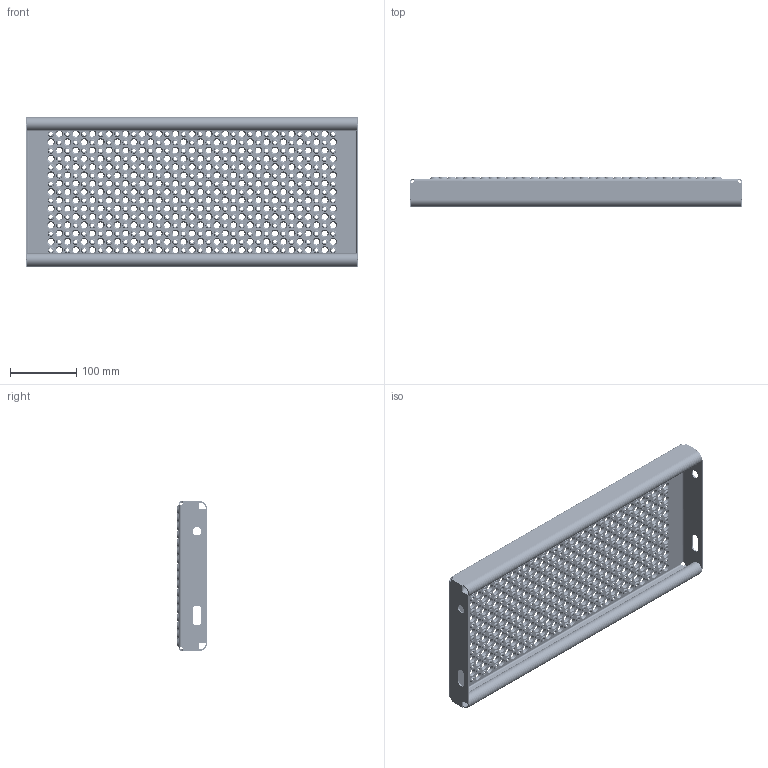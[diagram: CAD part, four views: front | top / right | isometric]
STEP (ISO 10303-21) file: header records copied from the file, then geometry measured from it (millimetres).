
FILE_DESCRIPTION (( 'STEP AP203' ), '1' );
FILE_NAME ('20631_ACHILTRIN_225x500x45_M_OPTRÆK.STEP', '2011-08-12T08:40:40', ( 'JKJ' ), ( '' ), 'SwSTEP 2.0', 'SolidWorks 2011', '' );
FILE_SCHEMA (( 'CONFIG_CONTROL_DESIGN' ));
Products named in the file (1): 20631_ACHILTRIN_225x500x45_M_OPTRÆK
Bounding box: 500 x 45 x 225 mm (x, y, z)
Volume: 412204.2 mm3; surface area: 434103.7 mm2
Topology: 1 solids, 1 shells, 4247 faces, 9720 edges, 6070 vertices
Faces by surface type: cone 2380, cylinder 1226, plane 633, bspline 8
Entity records: 124337 total; most frequent: DIRECTION 24174, CARTESIAN_POINT 20630, ORIENTED_EDGE 19440, AXIS2_PLACEMENT_3D 10246, EDGE_CURVE 9720, VERTEX_POINT 6070, EDGE_LOOP 6040, CIRCLE 6006
